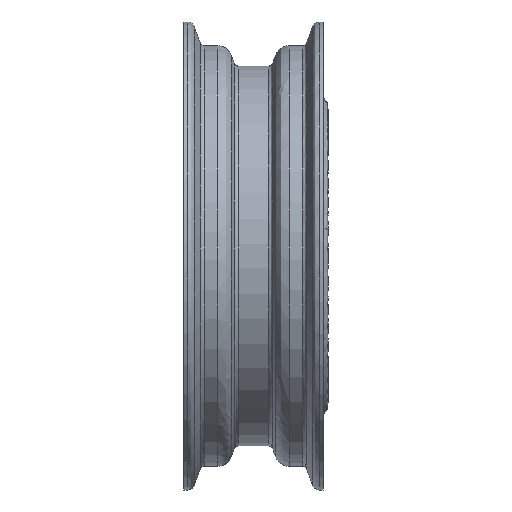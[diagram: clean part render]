
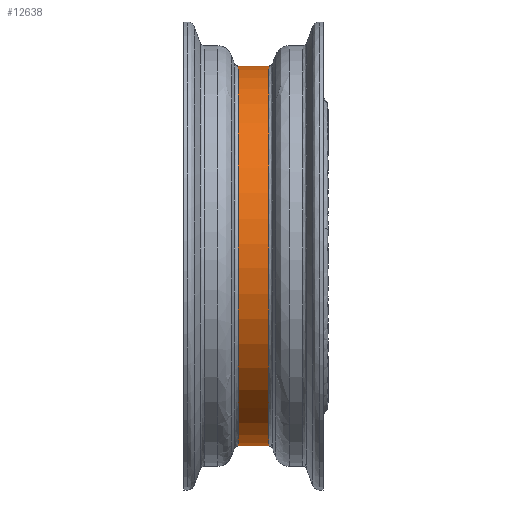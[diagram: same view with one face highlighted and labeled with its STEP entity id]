
A CAD part, front view. The second image highlights one B-rep face of the part: STEP entity #12638.
In plain terms, the highlighted free-form (B-spline) face has degree [2, 1] with [5, 2] control points.
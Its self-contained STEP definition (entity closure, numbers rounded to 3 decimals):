
#11976 = VERTEX_POINT('',#11977);
#11977 = CARTESIAN_POINT('',(-18.598,224.262,
    467.918));
#11992 = VERTEX_POINT('',#11993);
#11993 = CARTESIAN_POINT('',(-18.598,224.262,
    153.462));
#11999 = EDGE_CURVE('',#11992,#11976,#12000,.T.);
#12000 = ( BOUNDED_CURVE() B_SPLINE_CURVE(2,(#12001,#12002,#12003,#12004
,#12005),.UNSPECIFIED.,.F.,.F.) B_SPLINE_CURVE_WITH_KNOTS((3,2,3),(
    3.142,4.712,6.283),
.PIECEWISE_BEZIER_KNOTS.) CURVE() GEOMETRIC_REPRESENTATION_ITEM() 
RATIONAL_B_SPLINE_CURVE((1.,0.707,1.,0.707,1.)) 
REPRESENTATION_ITEM('') );
#12001 = CARTESIAN_POINT('',(-18.598,224.262,
    153.462));
#12002 = CARTESIAN_POINT('',(-18.598,67.034,
    153.462));
#12003 = CARTESIAN_POINT('',(-18.598,67.034,
    310.69));
#12004 = CARTESIAN_POINT('',(-18.598,67.034,
    467.918));
#12005 = CARTESIAN_POINT('',(-18.598,224.262,
    467.918));
#12034 = EDGE_CURVE('',#11992,#12035,#12037,.T.);
#12035 = VERTEX_POINT('',#12036);
#12036 = CARTESIAN_POINT('',(-43.618,224.262,
    153.462));
#12037 = B_SPLINE_CURVE_WITH_KNOTS('',1,(#12038,#12039),.UNSPECIFIED.,
  .F.,.F.,(2,2),(-182.816,-162.017),
  .PIECEWISE_BEZIER_KNOTS.);
#12038 = CARTESIAN_POINT('',(-18.598,224.262,
    153.462));
#12039 = CARTESIAN_POINT('',(-43.618,224.262,
    153.462));
#12042 = VERTEX_POINT('',#12043);
#12043 = CARTESIAN_POINT('',(-43.618,224.262,
    467.918));
#12051 = EDGE_CURVE('',#11976,#12042,#12052,.T.);
#12052 = B_SPLINE_CURVE_WITH_KNOTS('',1,(#12053,#12054),.UNSPECIFIED.,
  .F.,.F.,(2,2),(-182.816,-162.017),
  .PIECEWISE_BEZIER_KNOTS.);
#12053 = CARTESIAN_POINT('',(-18.598,224.262,
    467.918));
#12054 = CARTESIAN_POINT('',(-43.618,224.262,
    467.918));
#12078 = EDGE_CURVE('',#12035,#12042,#12079,.T.);
#12079 = ( BOUNDED_CURVE() B_SPLINE_CURVE(2,(#12080,#12081,#12082,#12083
,#12084),.UNSPECIFIED.,.F.,.F.) B_SPLINE_CURVE_WITH_KNOTS((3,2,3),(
    3.142,4.712,6.283),
.PIECEWISE_BEZIER_KNOTS.) CURVE() GEOMETRIC_REPRESENTATION_ITEM() 
RATIONAL_B_SPLINE_CURVE((1.,0.707,1.,0.707,1.)) 
REPRESENTATION_ITEM('') );
#12080 = CARTESIAN_POINT('',(-43.618,224.262,
    153.462));
#12081 = CARTESIAN_POINT('',(-43.618,67.034,
    153.462));
#12082 = CARTESIAN_POINT('',(-43.618,67.034,
    310.69));
#12083 = CARTESIAN_POINT('',(-43.618,67.034,
    467.918));
#12084 = CARTESIAN_POINT('',(-43.618,224.262,
    467.918));
#12638 = ADVANCED_FACE('',(#12639),#12645,.T.);
#12639 = FACE_BOUND('',#12640,.T.);
#12640 = EDGE_LOOP('',(#12641,#12642,#12643,#12644));
#12641 = ORIENTED_EDGE('',*,*,#12034,.F.);
#12642 = ORIENTED_EDGE('',*,*,#11999,.T.);
#12643 = ORIENTED_EDGE('',*,*,#12051,.T.);
#12644 = ORIENTED_EDGE('',*,*,#12078,.F.);
#12645 = ( BOUNDED_SURFACE() B_SPLINE_SURFACE(2,1,(
    (#12646,#12647)
    ,(#12648,#12649)
    ,(#12650,#12651)
    ,(#12652,#12653)
    ,(#12654,#12655
)),.UNSPECIFIED.,.F.,.F.,.F.) B_SPLINE_SURFACE_WITH_KNOTS((3,2,3),(2,2),
  (3.142,4.712,6.283),(-182.816,
    -162.017),.PIECEWISE_BEZIER_KNOTS.) 
GEOMETRIC_REPRESENTATION_ITEM() RATIONAL_B_SPLINE_SURFACE((
    (1.,1.)
    ,(0.707,0.707)
    ,(1.,1.)
    ,(0.707,0.707)
,(1.,1.))) REPRESENTATION_ITEM('') SURFACE() );
#12646 = CARTESIAN_POINT('',(-18.598,224.262,
    153.462));
#12647 = CARTESIAN_POINT('',(-43.618,224.262,
    153.462));
#12648 = CARTESIAN_POINT('',(-18.598,67.034,
    153.462));
#12649 = CARTESIAN_POINT('',(-43.618,67.034,
    153.462));
#12650 = CARTESIAN_POINT('',(-18.598,67.034,
    310.69));
#12651 = CARTESIAN_POINT('',(-43.618,67.034,
    310.69));
#12652 = CARTESIAN_POINT('',(-18.598,67.034,
    467.918));
#12653 = CARTESIAN_POINT('',(-43.618,67.034,
    467.918));
#12654 = CARTESIAN_POINT('',(-18.598,224.262,
    467.918));
#12655 = CARTESIAN_POINT('',(-43.618,224.262,
    467.918));
